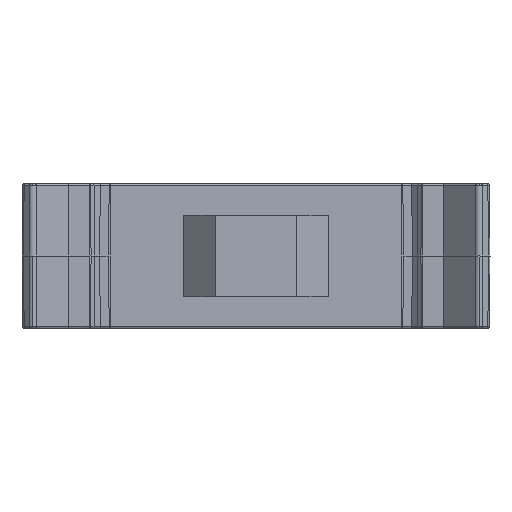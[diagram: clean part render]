
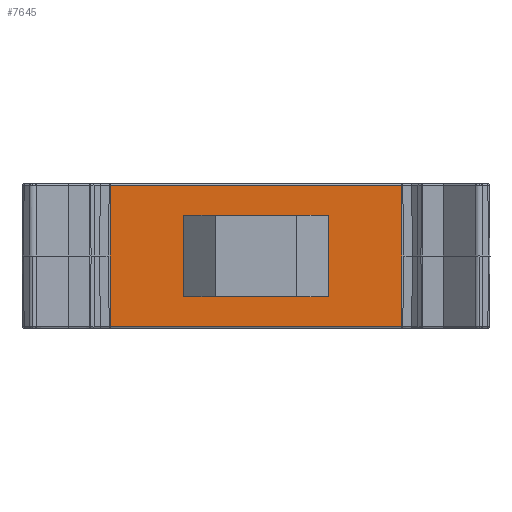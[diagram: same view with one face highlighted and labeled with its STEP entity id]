
A CAD part, front view. The second image highlights one B-rep face of the part: STEP entity #7645.
In plain terms, the highlighted planar face has unit normal (0, -1, 0).
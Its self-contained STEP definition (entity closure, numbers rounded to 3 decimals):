
#534 = PLANE ( 'NONE',  #8787 ) ;
#535 = CARTESIAN_POINT ( 'NONE',  ( 16.1, 0., 8. ) ) ;
#536 = DIRECTION ( 'NONE',  ( 0., 1., 0. ) ) ;
#537 = DIRECTION ( 'NONE',  ( 0., 0., 1. ) ) ;
#1204 = EDGE_LOOP ( 'NONE', ( #2125, #2133, #2129, #2136, #2137, #2138 ) ) ;
#1206 = EDGE_LOOP ( 'NONE', ( #2152, #2147, #2146, #2159, #2153, #2162 ) ) ;
#2125 = ORIENTED_EDGE ( 'NONE', *, *, #5454, .F. ) ;
#2129 = ORIENTED_EDGE ( 'NONE', *, *, #5453, .T. ) ;
#2133 = ORIENTED_EDGE ( 'NONE', *, *, #5455, .T. ) ;
#2136 = ORIENTED_EDGE ( 'NONE', *, *, #5452, .T. ) ;
#2137 = ORIENTED_EDGE ( 'NONE', *, *, #5451, .T. ) ;
#2138 = ORIENTED_EDGE ( 'NONE', *, *, #5450, .F. ) ;
#2146 = ORIENTED_EDGE ( 'NONE', *, *, #5460, .T. ) ;
#2147 = ORIENTED_EDGE ( 'NONE', *, *, #5449, .F. ) ;
#2152 = ORIENTED_EDGE ( 'NONE', *, *, #5469, .F. ) ;
#2153 = ORIENTED_EDGE ( 'NONE', *, *, #5448, .F. ) ;
#2159 = ORIENTED_EDGE ( 'NONE', *, *, #5465, .F. ) ;
#2162 = ORIENTED_EDGE ( 'NONE', *, *, #5457, .T. ) ;
#5448 = EDGE_CURVE ( 'NONE', #6169, #6176, #8229, .T. ) ;
#5449 = EDGE_CURVE ( 'NONE', #6173, #6182, #8230, .T. ) ;
#5450 = EDGE_CURVE ( 'NONE', #6171, #6163, #8231, .T. ) ;
#5451 = EDGE_CURVE ( 'NONE', #6168, #6163, #8232, .T. ) ;
#5452 = EDGE_CURVE ( 'NONE', #6167, #6168, #8233, .T. ) ;
#5453 = EDGE_CURVE ( 'NONE', #6166, #6167, #8234, .T. ) ;
#5454 = EDGE_CURVE ( 'NONE', #6170, #6171, #8235, .T. ) ;
#5455 = EDGE_CURVE ( 'NONE', #6170, #6166, #8236, .T. ) ;
#5457 = EDGE_CURVE ( 'NONE', #6169, #6179, #9102, .T. ) ;
#5460 = EDGE_CURVE ( 'NONE', #6173, #6177, #9107, .T. ) ;
#5465 = EDGE_CURVE ( 'NONE', #6176, #6177, #8240, .T. ) ;
#5469 = EDGE_CURVE ( 'NONE', #6182, #6179, #8244, .T. ) ;
#6163 = VERTEX_POINT ( 'NONE', #6979 ) ;
#6166 = VERTEX_POINT ( 'NONE', #6982 ) ;
#6167 = VERTEX_POINT ( 'NONE', #6983 ) ;
#6168 = VERTEX_POINT ( 'NONE', #6984 ) ;
#6169 = VERTEX_POINT ( 'NONE', #6985 ) ;
#6170 = VERTEX_POINT ( 'NONE', #6986 ) ;
#6171 = VERTEX_POINT ( 'NONE', #6987 ) ;
#6173 = VERTEX_POINT ( 'NONE', #6989 ) ;
#6176 = VERTEX_POINT ( 'NONE', #6992 ) ;
#6177 = VERTEX_POINT ( 'NONE', #6993 ) ;
#6179 = VERTEX_POINT ( 'NONE', #6995 ) ;
#6182 = VERTEX_POINT ( 'NONE', #6998 ) ;
#6800 = CARTESIAN_POINT ( 'NONE',  ( 5., 0., 4.5 ) ) ;
#6801 = DIRECTION ( 'NONE',  ( -1., 0., 0. ) ) ;
#6802 = CARTESIAN_POINT ( 'NONE',  ( 5., 0., -4.5 ) ) ;
#6803 = DIRECTION ( 'NONE',  ( 1., 0., 0. ) ) ;
#6804 = CARTESIAN_POINT ( 'NONE',  ( 16.1, 0., 8. ) ) ;
#6805 = DIRECTION ( 'NONE',  ( 0., 0., -1. ) ) ;
#6806 = CARTESIAN_POINT ( 'NONE',  ( 16.1, 0., -7.8 ) ) ;
#6807 = DIRECTION ( 'NONE',  ( 1., 0., 0. ) ) ;
#6808 = CARTESIAN_POINT ( 'NONE',  ( -16.1, 0., 8. ) ) ;
#6809 = DIRECTION ( 'NONE',  ( 0., 0., -1. ) ) ;
#6810 = CARTESIAN_POINT ( 'NONE',  ( -16.1, 0., 8. ) ) ;
#6811 = DIRECTION ( 'NONE',  ( 0., 0., -1. ) ) ;
#6812 = CARTESIAN_POINT ( 'NONE',  ( 16.1, 0., 8. ) ) ;
#6813 = DIRECTION ( 'NONE',  ( 0., 0., -1. ) ) ;
#6814 = CARTESIAN_POINT ( 'NONE',  ( 16.1, 0., 7.8 ) ) ;
#6815 = DIRECTION ( 'NONE',  ( -1., 0., 0. ) ) ;
#6818 = CARTESIAN_POINT ( 'NONE',  ( 0., 0., -0.5 ) ) ;
#6819 = DIRECTION ( 'NONE',  ( 0., 1., 0. ) ) ;
#6820 = DIRECTION ( 'NONE',  ( 0., 0., 1. ) ) ;
#6829 = CARTESIAN_POINT ( 'NONE',  ( 0., 0., 0.5 ) ) ;
#6830 = DIRECTION ( 'NONE',  ( 0., 1., 0. ) ) ;
#6831 = DIRECTION ( 'NONE',  ( 0., 0., 1. ) ) ;
#6844 = CARTESIAN_POINT ( 'NONE',  ( -5., 0., 4.5 ) ) ;
#6845 = DIRECTION ( 'NONE',  ( 0., 0., -1. ) ) ;
#6852 = CARTESIAN_POINT ( 'NONE',  ( 5., 0., 4.5 ) ) ;
#6853 = DIRECTION ( 'NONE',  ( 0., 0., 1. ) ) ;
#6979 = CARTESIAN_POINT ( 'NONE',  ( 16.1, 0., -7.8 ) ) ;
#6982 = CARTESIAN_POINT ( 'NONE',  ( -16.1, 0., 7.8 ) ) ;
#6983 = CARTESIAN_POINT ( 'NONE',  ( -16.1, 0., 0. ) ) ;
#6984 = CARTESIAN_POINT ( 'NONE',  ( -16.1, 0., -7.8 ) ) ;
#6985 = CARTESIAN_POINT ( 'NONE',  ( 0., 0., 4.5 ) ) ;
#6986 = CARTESIAN_POINT ( 'NONE',  ( 16.1, 0., 7.8 ) ) ;
#6987 = CARTESIAN_POINT ( 'NONE',  ( 16.1, 0., 0. ) ) ;
#6989 = CARTESIAN_POINT ( 'NONE',  ( 0., 0., -4.5 ) ) ;
#6992 = CARTESIAN_POINT ( 'NONE',  ( -5., 0., 4.5 ) ) ;
#6993 = CARTESIAN_POINT ( 'NONE',  ( -5., 0., 0.5 ) ) ;
#6995 = CARTESIAN_POINT ( 'NONE',  ( 5., 0., -0.5 ) ) ;
#6998 = CARTESIAN_POINT ( 'NONE',  ( 5., 0., -4.5 ) ) ;
#7645 = ADVANCED_FACE ( 'NONE', ( #8491, #8492 ), #534, .F. ) ;
#8229 = LINE ( 'NONE', #6800, #9096 ) ;
#8230 = LINE ( 'NONE', #6802, #9097 ) ;
#8231 = LINE ( 'NONE', #6804, #9098 ) ;
#8232 = LINE ( 'NONE', #6806, #9099 ) ;
#8233 = LINE ( 'NONE', #6808, #9100 ) ;
#8234 = LINE ( 'NONE', #6810, #9101 ) ;
#8235 = LINE ( 'NONE', #6812, #9103 ) ;
#8236 = LINE ( 'NONE', #6814, #9104 ) ;
#8240 = LINE ( 'NONE', #6844, #9112 ) ;
#8244 = LINE ( 'NONE', #6852, #9116 ) ;
#8491 = FACE_OUTER_BOUND ( 'NONE', #1204, .T. ) ;
#8492 = FACE_BOUND ( 'NONE', #1206, .T. ) ;
#8787 = AXIS2_PLACEMENT_3D ( 'NONE', #535, #536, #537 ) ;
#9096 = VECTOR ( 'NONE', #6801, 1000. ) ;
#9097 = VECTOR ( 'NONE', #6803, 1000. ) ;
#9098 = VECTOR ( 'NONE', #6805, 1000. ) ;
#9099 = VECTOR ( 'NONE', #6807, 1000. ) ;
#9100 = VECTOR ( 'NONE', #6809, 1000. ) ;
#9101 = VECTOR ( 'NONE', #6811, 1000. ) ;
#9102 = CIRCLE ( 'NONE', #9106, 5. ) ;
#9103 = VECTOR ( 'NONE', #6813, 1000. ) ;
#9104 = VECTOR ( 'NONE', #6815, 1000. ) ;
#9106 = AXIS2_PLACEMENT_3D ( 'NONE', #6818, #6819, #6820 ) ;
#9107 = CIRCLE ( 'NONE', #9108, 5. ) ;
#9108 = AXIS2_PLACEMENT_3D ( 'NONE', #6829, #6830, #6831 ) ;
#9112 = VECTOR ( 'NONE', #6845, 1000. ) ;
#9116 = VECTOR ( 'NONE', #6853, 1000. ) ;
